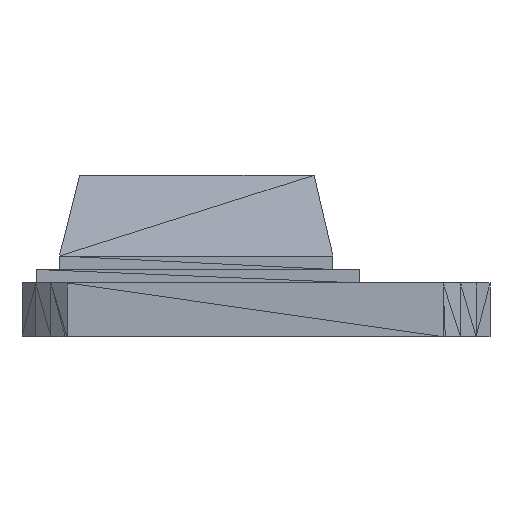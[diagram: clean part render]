
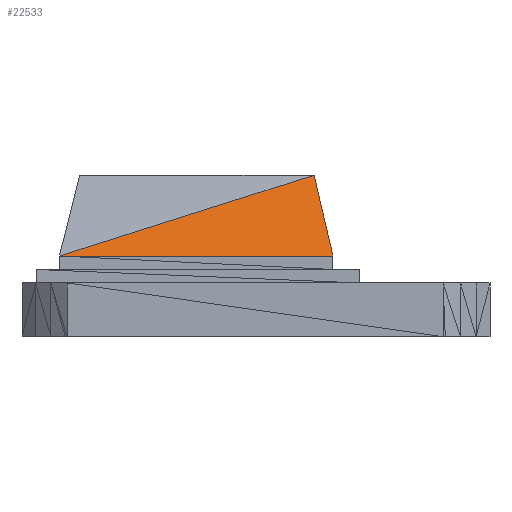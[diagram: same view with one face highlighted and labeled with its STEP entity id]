
A CAD part, left-side view. The second image highlights one B-rep face of the part: STEP entity #22533.
In plain terms, the highlighted planar face has unit normal (-0.953, 0, 0.302).
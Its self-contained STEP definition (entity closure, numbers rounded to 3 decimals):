
#22368 = VERTEX_POINT('',#22369);
#22369 = CARTESIAN_POINT('',(6.798,6.528,6.));
#22445 = EDGE_CURVE('',#22446,#22368,#22448,.T.);
#22446 = VERTEX_POINT('',#22447);
#22447 = CARTESIAN_POINT('',(5.847,15.98,3.));
#22448 = LINE('',#22449,#22450);
#22449 = CARTESIAN_POINT('',(5.847,15.98,3.));
#22450 = VECTOR('',#22451,1.);
#22451 = DIRECTION('',(0.095,-0.949,0.301
    ));
#22469 = VERTEX_POINT('',#22470);
#22470 = CARTESIAN_POINT('',(5.847,5.83,3.));
#22477 = EDGE_CURVE('',#22368,#22469,#22478,.T.);
#22478 = LINE('',#22479,#22480);
#22479 = CARTESIAN_POINT('',(6.798,6.528,6.));
#22480 = VECTOR('',#22481,1.);
#22481 = DIRECTION('',(-0.295,-0.217,-0.931)
  );
#22533 = ADVANCED_FACE('',(#22534),#22544,.T.);
#22534 = FACE_OUTER_BOUND('',#22535,.T.);
#22535 = EDGE_LOOP('',(#22536,#22537,#22543));
#22536 = ORIENTED_EDGE('',*,*,#22445,.F.);
#22537 = ORIENTED_EDGE('',*,*,#22538,.T.);
#22538 = EDGE_CURVE('',#22446,#22469,#22539,.T.);
#22539 = LINE('',#22540,#22541);
#22540 = CARTESIAN_POINT('',(5.847,15.98,3.));
#22541 = VECTOR('',#22542,1.);
#22542 = DIRECTION('',(0.,-1.,0.));
#22543 = ORIENTED_EDGE('',*,*,#22477,.F.);
#22544 = PLANE('',#22545);
#22545 = AXIS2_PLACEMENT_3D('',#22546,#22547,#22548);
#22546 = CARTESIAN_POINT('',(6.116,10.401,
    3.848));
#22547 = DIRECTION('',(-0.953,0.,0.302)
  );
#22548 = DIRECTION('',(-0.302,0.,-0.953));
